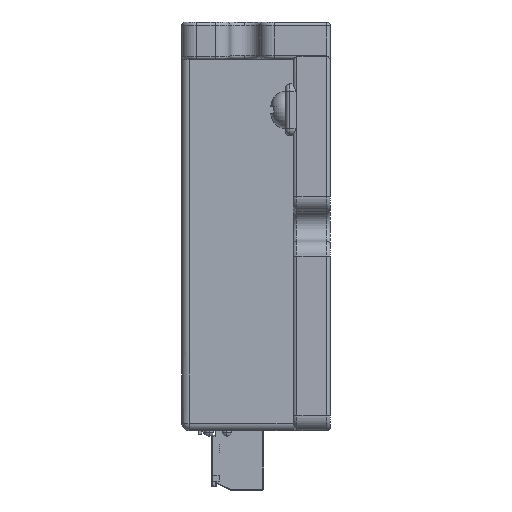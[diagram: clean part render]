
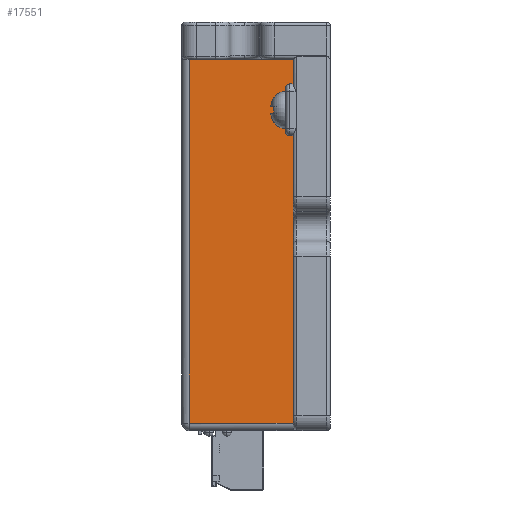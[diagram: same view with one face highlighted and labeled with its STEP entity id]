
A CAD part, left-side view. The second image highlights one B-rep face of the part: STEP entity #17551.
In plain terms, the highlighted planar face has unit normal (-1, 0, 0).
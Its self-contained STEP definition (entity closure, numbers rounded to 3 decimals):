
#835 = LINE ( 'NONE', #13288, #6354 ) ;
#911 = DIRECTION ( 'NONE',  ( 0., 1., 0. ) ) ;
#972 = DIRECTION ( 'NONE',  ( 0., -1., 0. ) ) ;
#1595 = ORIENTED_EDGE ( 'NONE', *, *, #19557, .T. ) ;
#1873 = ORIENTED_EDGE ( 'NONE', *, *, #6551, .F. ) ;
#2280 = CARTESIAN_POINT ( 'NONE',  ( -36., 18.99, 0. ) ) ;
#2592 = EDGE_CURVE ( 'NONE', #22165, #15029, #835, .T. ) ;
#2825 = VERTEX_POINT ( 'NONE', #3829 ) ;
#2981 = CARTESIAN_POINT ( 'NONE',  ( -36., 19.99, 0. ) ) ;
#3296 = ORIENTED_EDGE ( 'NONE', *, *, #16162, .T. ) ;
#3701 = VERTEX_POINT ( 'NONE', #2280 ) ;
#3829 = CARTESIAN_POINT ( 'NONE',  ( -36., 5., -3.337 ) ) ;
#4158 = EDGE_CURVE ( 'NONE', #24038, #2825, #4618, .T. ) ;
#4618 = LINE ( 'NONE', #10207, #14949 ) ;
#4719 = CARTESIAN_POINT ( 'NONE',  ( -36., 18.99, -49.99 ) ) ;
#4881 = VERTEX_POINT ( 'NONE', #18070 ) ;
#5057 = FACE_OUTER_BOUND ( 'NONE', #22934, .T. ) ;
#5554 = CARTESIAN_POINT ( 'NONE',  ( -36., 5., 0. ) ) ;
#5660 = EDGE_CURVE ( 'NONE', #2825, #13622, #13118, .T. ) ;
#5943 = ORIENTED_EDGE ( 'NONE', *, *, #4158, .T. ) ;
#6354 = VECTOR ( 'NONE', #972, 1000. ) ;
#6551 = EDGE_CURVE ( 'NONE', #20809, #9714, #19620, .T. ) ;
#6946 = DIRECTION ( 'NONE',  ( 1., 0., 0. ) ) ;
#7541 = VECTOR ( 'NONE', #911, 1000. ) ;
#7571 = VECTOR ( 'NONE', #10871, 1000. ) ;
#8243 = EDGE_CURVE ( 'NONE', #15029, #4881, #14015, .T. ) ;
#9461 = ORIENTED_EDGE ( 'NONE', *, *, #11892, .T. ) ;
#9714 = VERTEX_POINT ( 'NONE', #14895 ) ;
#9873 = CARTESIAN_POINT ( 'NONE',  ( -36., 6., -10.337 ) ) ;
#10002 = EDGE_CURVE ( 'NONE', #26416, #4881, #14192, .T. ) ;
#10112 = AXIS2_PLACEMENT_3D ( 'NONE', #19154, #6946, #21136 ) ;
#10207 = CARTESIAN_POINT ( 'NONE',  ( -36., 6., -3.337 ) ) ;
#10819 = CIRCLE ( 'NONE', #10112, 0.5 ) ;
#10871 = DIRECTION ( 'NONE',  ( 0., 0., 1. ) ) ;
#10901 = CARTESIAN_POINT ( 'NONE',  ( -36., 19.99, -49.99 ) ) ;
#11133 = ORIENTED_EDGE ( 'NONE', *, *, #22916, .T. ) ;
#11176 = LINE ( 'NONE', #2981, #7541 ) ;
#11784 = CARTESIAN_POINT ( 'NONE',  ( -36., 6., -3.837 ) ) ;
#11892 = EDGE_CURVE ( 'NONE', #13622, #3701, #11176, .T. ) ;
#11951 = DIRECTION ( 'NONE',  ( 1., 0., 0. ) ) ;
#12623 = CIRCLE ( 'NONE', #25668, 0.5 ) ;
#12949 = DIRECTION ( 'NONE',  ( 0., 0., -1. ) ) ;
#13118 = LINE ( 'NONE', #14836, #7571 ) ;
#13288 = CARTESIAN_POINT ( 'NONE',  ( -36., 5., -48.99 ) ) ;
#13622 = VERTEX_POINT ( 'NONE', #5554 ) ;
#13633 = CARTESIAN_POINT ( 'NONE',  ( -36., 5.5, -10.337 ) ) ;
#13768 = DIRECTION ( 'NONE',  ( 0., 0., 1. ) ) ;
#14015 = LINE ( 'NONE', #19722, #14644 ) ;
#14192 = LINE ( 'NONE', #9873, #18904 ) ;
#14292 = VECTOR ( 'NONE', #17823, 1000. ) ;
#14644 = VECTOR ( 'NONE', #13768, 1000. ) ;
#14836 = CARTESIAN_POINT ( 'NONE',  ( -36., 5., -49.99 ) ) ;
#14867 = PLANE ( 'NONE',  #15203 ) ;
#14895 = CARTESIAN_POINT ( 'NONE',  ( -36., 6., -9.837 ) ) ;
#14949 = VECTOR ( 'NONE', #18446, 1000. ) ;
#15029 = VERTEX_POINT ( 'NONE', #15046 ) ;
#15046 = CARTESIAN_POINT ( 'NONE',  ( -36., 5., -48.99 ) ) ;
#15203 = AXIS2_PLACEMENT_3D ( 'NONE', #10901, #24945, #12949 ) ;
#15784 = CARTESIAN_POINT ( 'NONE',  ( -36., 6., -10.337 ) ) ;
#15979 = LINE ( 'NONE', #4719, #20668 ) ;
#16162 = EDGE_CURVE ( 'NONE', #26416, #9714, #10819, .T. ) ;
#17551 = ADVANCED_FACE ( 'NONE', ( #5057 ), #14867, .F. ) ;
#17823 = DIRECTION ( 'NONE',  ( 0., 0., -1. ) ) ;
#18070 = CARTESIAN_POINT ( 'NONE',  ( -36., 5., -10.337 ) ) ;
#18244 = CARTESIAN_POINT ( 'NONE',  ( -36., 5.5, -3.337 ) ) ;
#18446 = DIRECTION ( 'NONE',  ( 0., -1., 0. ) ) ;
#18522 = ORIENTED_EDGE ( 'NONE', *, *, #10002, .F. ) ;
#18904 = VECTOR ( 'NONE', #25981, 1000. ) ;
#19133 = DIRECTION ( 'NONE',  ( 0., 0., -1. ) ) ;
#19154 = CARTESIAN_POINT ( 'NONE',  ( -36., 5.5, -9.837 ) ) ;
#19557 = EDGE_CURVE ( 'NONE', #20809, #24038, #12623, .T. ) ;
#19620 = LINE ( 'NONE', #15784, #14292 ) ;
#19722 = CARTESIAN_POINT ( 'NONE',  ( -36., 5., -49.99 ) ) ;
#20428 = CARTESIAN_POINT ( 'NONE',  ( -36., 18.99, -48.99 ) ) ;
#20668 = VECTOR ( 'NONE', #19133, 1000. ) ;
#20809 = VERTEX_POINT ( 'NONE', #11784 ) ;
#21136 = DIRECTION ( 'NONE',  ( 0., 0., -1. ) ) ;
#22165 = VERTEX_POINT ( 'NONE', #20428 ) ;
#22228 = ORIENTED_EDGE ( 'NONE', *, *, #5660, .T. ) ;
#22630 = ORIENTED_EDGE ( 'NONE', *, *, #8243, .T. ) ;
#22916 = EDGE_CURVE ( 'NONE', #3701, #22165, #15979, .T. ) ;
#22934 = EDGE_LOOP ( 'NONE', ( #11133, #25522, #22630, #18522, #3296, #1873, #1595, #5943, #22228, #9461 ) ) ;
#23918 = CARTESIAN_POINT ( 'NONE',  ( -36., 5.5, -3.837 ) ) ;
#24038 = VERTEX_POINT ( 'NONE', #18244 ) ;
#24945 = DIRECTION ( 'NONE',  ( 1., 0., 0. ) ) ;
#25522 = ORIENTED_EDGE ( 'NONE', *, *, #2592, .T. ) ;
#25668 = AXIS2_PLACEMENT_3D ( 'NONE', #23918, #11951, #25942 ) ;
#25942 = DIRECTION ( 'NONE',  ( 0., 0., -1. ) ) ;
#25981 = DIRECTION ( 'NONE',  ( 0., -1., 0. ) ) ;
#26416 = VERTEX_POINT ( 'NONE', #13633 ) ;
